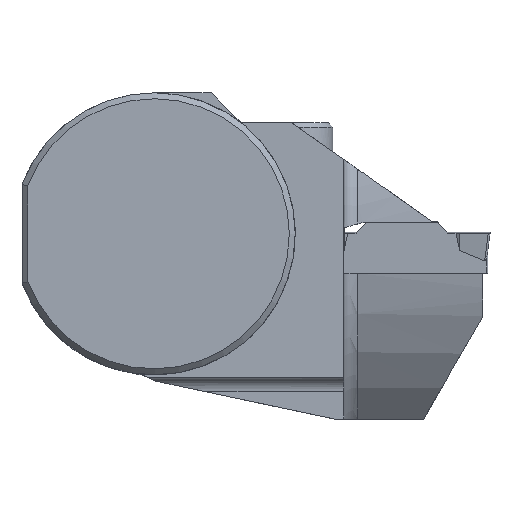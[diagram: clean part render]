
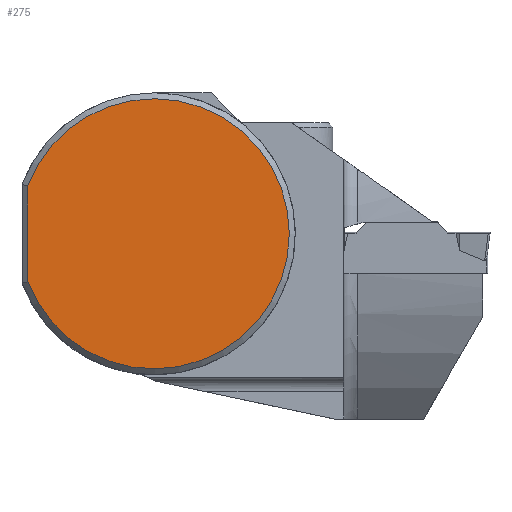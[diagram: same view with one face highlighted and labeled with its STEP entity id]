
A CAD part, top view. The second image highlights one B-rep face of the part: STEP entity #275.
In plain terms, the highlighted planar face has unit normal (0, 0, 1).
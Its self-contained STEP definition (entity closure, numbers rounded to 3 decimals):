
#215=CIRCLE('',#1741,15.325);
#275=ADVANCED_FACE('',(#403),#339,.F.);
#339=PLANE('',#1744);
#403=FACE_OUTER_BOUND('',#484,.T.);
#484=EDGE_LOOP('',(#842,#843));
#842=ORIENTED_EDGE('',*,*,#1263,.F.);
#843=ORIENTED_EDGE('',*,*,#1271,.T.);
#1069=VERTEX_POINT('',#2798);
#1070=VERTEX_POINT('',#2803);
#1263=EDGE_CURVE('',#1070,#1069,#1408,.T.);
#1271=EDGE_CURVE('',#1070,#1069,#215,.T.);
#1408=LINE('',#2804,#1542);
#1542=VECTOR('',#2089,1.);
#1741=AXIS2_PLACEMENT_3D('',#2822,#2112,#2113);
#1744=AXIS2_PLACEMENT_3D('',#2825,#2118,#2119);
#2089=DIRECTION('',(0.,1.,0.));
#2112=DIRECTION('',(0.,0.,1.));
#2113=DIRECTION('',(1.,0.,0.));
#2118=DIRECTION('',(0.,0.,-1.));
#2119=DIRECTION('',(1.,0.,0.));
#2798=CARTESIAN_POINT('',(-14.325,5.445,0.));
#2803=CARTESIAN_POINT('',(-14.325,-5.445,0.));
#2804=CARTESIAN_POINT('',(-14.325,16.,0.));
#2822=CARTESIAN_POINT('',(0.,0.,0.));
#2825=CARTESIAN_POINT('',(0.,0.,0.));
